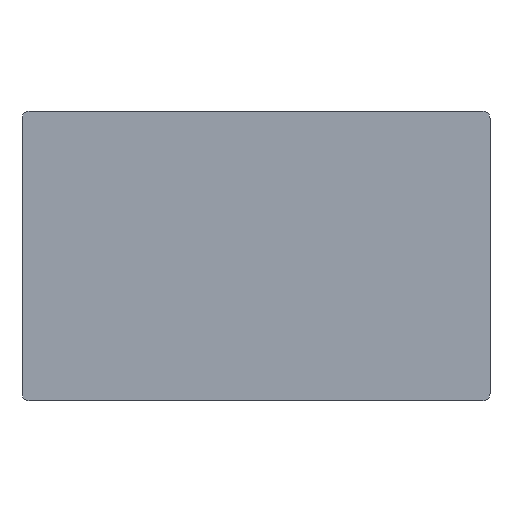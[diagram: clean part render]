
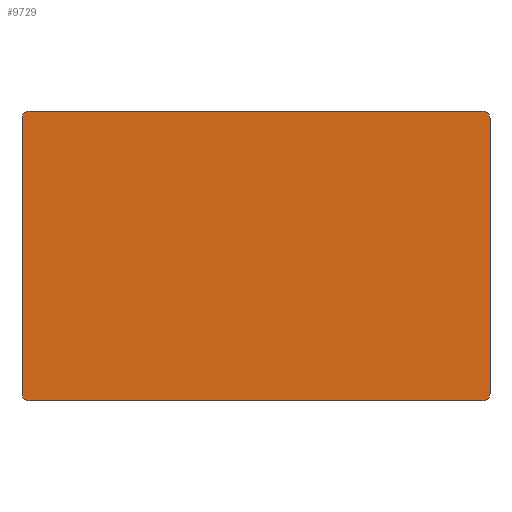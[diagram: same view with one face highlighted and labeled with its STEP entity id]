
A CAD part, front view. The second image highlights one B-rep face of the part: STEP entity #9729.
In plain terms, the highlighted planar face has unit normal (0, -1, 0).
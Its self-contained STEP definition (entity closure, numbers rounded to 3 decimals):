
#422=PLANE('',#10519);
#1003=LINE('',#28501,#1595);
#1007=LINE('',#28510,#1599);
#1010=LINE('',#28518,#1602);
#1013=LINE('',#28526,#1605);
#1595=VECTOR('',#12630,10.);
#1599=VECTOR('',#12640,10.);
#1602=VECTOR('',#12649,10.);
#1605=VECTOR('',#12658,10.);
#2367=FACE_OUTER_BOUND('',#3004,.T.);
#3004=EDGE_LOOP('',(#8944,#8945,#8946,#8947,#8948,#8949,#8950,#8951));
#3769=CIRCLE('',#10509,2.);
#3770=CIRCLE('',#10512,2.);
#3771=CIRCLE('',#10515,2.);
#3772=CIRCLE('',#10518,2.);
#4612=VERTEX_POINT('',#28499);
#4613=VERTEX_POINT('',#28500);
#4614=VERTEX_POINT('',#28505);
#4615=VERTEX_POINT('',#28509);
#4616=VERTEX_POINT('',#28513);
#4617=VERTEX_POINT('',#28517);
#4618=VERTEX_POINT('',#28521);
#4619=VERTEX_POINT('',#28525);
#6048=EDGE_CURVE('',#4612,#4613,#1003,.T.);
#6051=EDGE_CURVE('',#4614,#4613,#3769,.T.);
#6053=EDGE_CURVE('',#4614,#4615,#1007,.T.);
#6055=EDGE_CURVE('',#4616,#4615,#3770,.T.);
#6057=EDGE_CURVE('',#4616,#4617,#1010,.T.);
#6059=EDGE_CURVE('',#4618,#4617,#3771,.T.);
#6061=EDGE_CURVE('',#4618,#4619,#1013,.T.);
#6063=EDGE_CURVE('',#4612,#4619,#3772,.T.);
#8944=ORIENTED_EDGE('',*,*,#6063,.F.);
#8945=ORIENTED_EDGE('',*,*,#6048,.T.);
#8946=ORIENTED_EDGE('',*,*,#6051,.F.);
#8947=ORIENTED_EDGE('',*,*,#6053,.T.);
#8948=ORIENTED_EDGE('',*,*,#6055,.F.);
#8949=ORIENTED_EDGE('',*,*,#6057,.T.);
#8950=ORIENTED_EDGE('',*,*,#6059,.F.);
#8951=ORIENTED_EDGE('',*,*,#6061,.T.);
#9729=ADVANCED_FACE('',(#2367),#422,.F.);
#10509=AXIS2_PLACEMENT_3D('',#28506,#12635,#12636);
#10512=AXIS2_PLACEMENT_3D('',#28514,#12644,#12645);
#10515=AXIS2_PLACEMENT_3D('',#28522,#12653,#12654);
#10518=AXIS2_PLACEMENT_3D('',#28529,#12662,#12663);
#10519=AXIS2_PLACEMENT_3D('',#28530,#12664,#12665);
#12630=DIRECTION('',(0.,0.,-1.));
#12635=DIRECTION('center_axis',(0.,1.,0.));
#12636=DIRECTION('ref_axis',(0.,0.,-1.));
#12640=DIRECTION('',(1.,0.,0.));
#12644=DIRECTION('center_axis',(0.,1.,0.));
#12645=DIRECTION('ref_axis',(1.,0.,0.));
#12649=DIRECTION('',(0.,0.,1.));
#12653=DIRECTION('center_axis',(0.,1.,0.));
#12654=DIRECTION('ref_axis',(0.,0.,1.));
#12658=DIRECTION('',(-1.,0.,0.));
#12662=DIRECTION('center_axis',(0.,1.,0.));
#12663=DIRECTION('ref_axis',(-1.,0.,0.));
#12664=DIRECTION('center_axis',(0.,1.,0.));
#12665=DIRECTION('ref_axis',(1.,0.,0.));
#28499=CARTESIAN_POINT('',(-35.595,0.,52.37));
#28500=CARTESIAN_POINT('',(-35.595,0.,-24.63));
#28501=CARTESIAN_POINT('',(-35.595,0.,52.37));
#28505=CARTESIAN_POINT('',(-33.595,0.,-26.63));
#28506=CARTESIAN_POINT('Origin',(-33.595,0.,-24.63));
#28509=CARTESIAN_POINT('',(93.405,0.,-26.63));
#28510=CARTESIAN_POINT('',(-33.595,0.,-26.63));
#28513=CARTESIAN_POINT('',(95.405,0.,-24.63));
#28514=CARTESIAN_POINT('Origin',(93.405,0.,-24.63));
#28517=CARTESIAN_POINT('',(95.405,0.,52.37));
#28518=CARTESIAN_POINT('',(95.405,0.,-24.63));
#28521=CARTESIAN_POINT('',(93.405,0.,54.37));
#28522=CARTESIAN_POINT('Origin',(93.405,0.,52.37));
#28525=CARTESIAN_POINT('',(-33.595,0.,54.37));
#28526=CARTESIAN_POINT('',(93.405,0.,54.37));
#28529=CARTESIAN_POINT('Origin',(-33.595,0.,52.37));
#28530=CARTESIAN_POINT('Origin',(29.905,0.,13.87));
